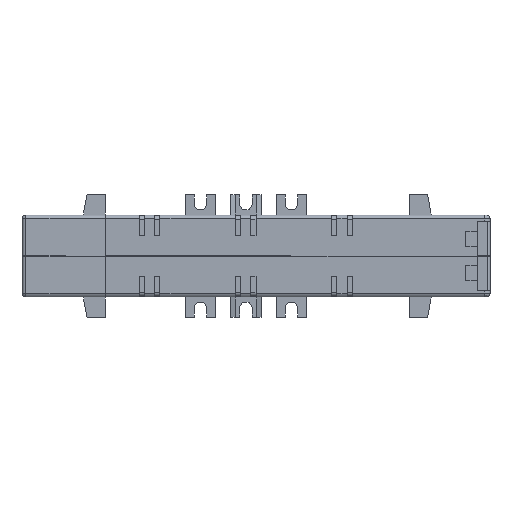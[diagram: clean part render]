
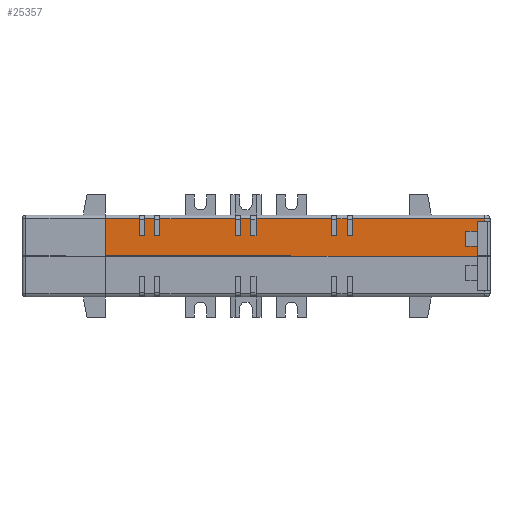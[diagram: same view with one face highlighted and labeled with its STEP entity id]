
A CAD part, left-side view. The second image highlights one B-rep face of the part: STEP entity #25357.
In plain terms, the highlighted face is planar.
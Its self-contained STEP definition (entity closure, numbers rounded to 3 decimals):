
#325=PLANE('',#26790);
#1449=FACE_OUTER_BOUND('',#2789,.T.);
#2789=EDGE_LOOP('',(#18153,#18154,#18155,#18156,#18157,#18158,#18159,#18160,
#18161,#18162,#18163,#18164,#18165,#18166,#18167,#18168,#18169,#18170,#18171,
#18172,#18173,#18174,#18175,#18176,#18177,#18178,#18179,#18180,#18181,#18182,
#18183,#18184,#18185,#18186));
#4146=LINE('',#35058,#7524);
#4263=LINE('',#35601,#7641);
#4358=LINE('',#35790,#7736);
#4405=LINE('',#35887,#7783);
#4552=LINE('',#36196,#7930);
#4614=LINE('',#36318,#7992);
#4615=LINE('',#36320,#7993);
#4616=LINE('',#36322,#7994);
#4617=LINE('',#36323,#7995);
#4618=LINE('',#36325,#7996);
#4619=LINE('',#36327,#7997);
#4620=LINE('',#36329,#7998);
#4621=LINE('',#36331,#7999);
#4622=LINE('',#36333,#8000);
#4623=LINE('',#36335,#8001);
#4624=LINE('',#36337,#8002);
#4625=LINE('',#36339,#8003);
#4626=LINE('',#36341,#8004);
#4627=LINE('',#36343,#8005);
#4628=LINE('',#36345,#8006);
#4629=LINE('',#36347,#8007);
#4630=LINE('',#36349,#8008);
#4631=LINE('',#36351,#8009);
#4632=LINE('',#36353,#8010);
#4633=LINE('',#36355,#8011);
#4634=LINE('',#36357,#8012);
#4635=LINE('',#36359,#8013);
#4636=LINE('',#36361,#8014);
#4637=LINE('',#36363,#8015);
#4638=LINE('',#36365,#8016);
#4639=LINE('',#36367,#8017);
#4640=LINE('',#36369,#8018);
#4641=LINE('',#36371,#8019);
#4642=LINE('',#36372,#8020);
#7524=VECTOR('',#28431,1000.);
#7641=VECTOR('',#28570,1000.);
#7736=VECTOR('',#28673,1000.);
#7783=VECTOR('',#28754,1000.);
#7930=VECTOR('',#28953,1000.);
#7992=VECTOR('',#29037,1000.);
#7993=VECTOR('',#29038,1000.);
#7994=VECTOR('',#29039,1000.);
#7995=VECTOR('',#29040,1000.);
#7996=VECTOR('',#29041,1000.);
#7997=VECTOR('',#29042,1000.);
#7998=VECTOR('',#29043,1000.);
#7999=VECTOR('',#29044,1000.);
#8000=VECTOR('',#29045,1000.);
#8001=VECTOR('',#29046,1000.);
#8002=VECTOR('',#29047,1000.);
#8003=VECTOR('',#29048,1000.);
#8004=VECTOR('',#29049,1000.);
#8005=VECTOR('',#29050,1000.);
#8006=VECTOR('',#29051,1000.);
#8007=VECTOR('',#29052,1000.);
#8008=VECTOR('',#29053,1000.);
#8009=VECTOR('',#29054,1000.);
#8010=VECTOR('',#29055,1000.);
#8011=VECTOR('',#29056,1000.);
#8012=VECTOR('',#29057,1000.);
#8013=VECTOR('',#29058,1000.);
#8014=VECTOR('',#29059,1000.);
#8015=VECTOR('',#29060,1000.);
#8016=VECTOR('',#29061,1000.);
#8017=VECTOR('',#29062,1000.);
#8018=VECTOR('',#29063,1000.);
#8019=VECTOR('',#29064,1000.);
#8020=VECTOR('',#29065,1000.);
#11250=VERTEX_POINT('',#35055);
#11251=VERTEX_POINT('',#35057);
#11392=VERTEX_POINT('',#35599);
#11481=VERTEX_POINT('',#35787);
#11482=VERTEX_POINT('',#35789);
#11515=VERTEX_POINT('',#35885);
#11651=VERTEX_POINT('',#36195);
#11700=VERTEX_POINT('',#36317);
#11701=VERTEX_POINT('',#36319);
#11702=VERTEX_POINT('',#36321);
#11703=VERTEX_POINT('',#36324);
#11704=VERTEX_POINT('',#36326);
#11705=VERTEX_POINT('',#36328);
#11706=VERTEX_POINT('',#36330);
#11707=VERTEX_POINT('',#36332);
#11708=VERTEX_POINT('',#36334);
#11709=VERTEX_POINT('',#36336);
#11710=VERTEX_POINT('',#36338);
#11711=VERTEX_POINT('',#36340);
#11712=VERTEX_POINT('',#36342);
#11713=VERTEX_POINT('',#36344);
#11714=VERTEX_POINT('',#36346);
#11715=VERTEX_POINT('',#36348);
#11716=VERTEX_POINT('',#36350);
#11717=VERTEX_POINT('',#36352);
#11718=VERTEX_POINT('',#36354);
#11719=VERTEX_POINT('',#36356);
#11720=VERTEX_POINT('',#36358);
#11721=VERTEX_POINT('',#36360);
#11722=VERTEX_POINT('',#36362);
#11723=VERTEX_POINT('',#36364);
#11724=VERTEX_POINT('',#36366);
#11725=VERTEX_POINT('',#36368);
#11726=VERTEX_POINT('',#36370);
#13764=EDGE_CURVE('',#11250,#11251,#4146,.T.);
#13906=EDGE_CURVE('',#11392,#11250,#4263,.T.);
#14002=EDGE_CURVE('',#11482,#11481,#4358,.T.);
#14054=EDGE_CURVE('',#11481,#11515,#4405,.T.);
#14203=EDGE_CURVE('',#11251,#11651,#4552,.T.);
#14268=EDGE_CURVE('',#11700,#11392,#4614,.T.);
#14269=EDGE_CURVE('',#11701,#11700,#4615,.T.);
#14270=EDGE_CURVE('',#11701,#11702,#4616,.T.);
#14271=EDGE_CURVE('',#11482,#11702,#4617,.T.);
#14272=EDGE_CURVE('',#11515,#11703,#4618,.T.);
#14273=EDGE_CURVE('',#11704,#11703,#4619,.T.);
#14274=EDGE_CURVE('',#11705,#11704,#4620,.T.);
#14275=EDGE_CURVE('',#11705,#11706,#4621,.T.);
#14276=EDGE_CURVE('',#11706,#11707,#4622,.T.);
#14277=EDGE_CURVE('',#11708,#11707,#4623,.T.);
#14278=EDGE_CURVE('',#11709,#11708,#4624,.T.);
#14279=EDGE_CURVE('',#11709,#11710,#4625,.T.);
#14280=EDGE_CURVE('',#11710,#11711,#4626,.T.);
#14281=EDGE_CURVE('',#11712,#11711,#4627,.T.);
#14282=EDGE_CURVE('',#11713,#11712,#4628,.T.);
#14283=EDGE_CURVE('',#11713,#11714,#4629,.T.);
#14284=EDGE_CURVE('',#11714,#11715,#4630,.T.);
#14285=EDGE_CURVE('',#11716,#11715,#4631,.T.);
#14286=EDGE_CURVE('',#11717,#11716,#4632,.T.);
#14287=EDGE_CURVE('',#11717,#11718,#4633,.T.);
#14288=EDGE_CURVE('',#11718,#11719,#4634,.T.);
#14289=EDGE_CURVE('',#11720,#11719,#4635,.T.);
#14290=EDGE_CURVE('',#11721,#11720,#4636,.T.);
#14291=EDGE_CURVE('',#11721,#11722,#4637,.T.);
#14292=EDGE_CURVE('',#11722,#11723,#4638,.T.);
#14293=EDGE_CURVE('',#11724,#11723,#4639,.T.);
#14294=EDGE_CURVE('',#11725,#11724,#4640,.T.);
#14295=EDGE_CURVE('',#11725,#11726,#4641,.T.);
#14296=EDGE_CURVE('',#11726,#11651,#4642,.T.);
#18153=ORIENTED_EDGE('',*,*,#13906,.F.);
#18154=ORIENTED_EDGE('',*,*,#14268,.F.);
#18155=ORIENTED_EDGE('',*,*,#14269,.F.);
#18156=ORIENTED_EDGE('',*,*,#14270,.T.);
#18157=ORIENTED_EDGE('',*,*,#14271,.F.);
#18158=ORIENTED_EDGE('',*,*,#14002,.T.);
#18159=ORIENTED_EDGE('',*,*,#14054,.T.);
#18160=ORIENTED_EDGE('',*,*,#14272,.T.);
#18161=ORIENTED_EDGE('',*,*,#14273,.F.);
#18162=ORIENTED_EDGE('',*,*,#14274,.F.);
#18163=ORIENTED_EDGE('',*,*,#14275,.T.);
#18164=ORIENTED_EDGE('',*,*,#14276,.T.);
#18165=ORIENTED_EDGE('',*,*,#14277,.F.);
#18166=ORIENTED_EDGE('',*,*,#14278,.F.);
#18167=ORIENTED_EDGE('',*,*,#14279,.T.);
#18168=ORIENTED_EDGE('',*,*,#14280,.T.);
#18169=ORIENTED_EDGE('',*,*,#14281,.F.);
#18170=ORIENTED_EDGE('',*,*,#14282,.F.);
#18171=ORIENTED_EDGE('',*,*,#14283,.T.);
#18172=ORIENTED_EDGE('',*,*,#14284,.T.);
#18173=ORIENTED_EDGE('',*,*,#14285,.F.);
#18174=ORIENTED_EDGE('',*,*,#14286,.F.);
#18175=ORIENTED_EDGE('',*,*,#14287,.T.);
#18176=ORIENTED_EDGE('',*,*,#14288,.T.);
#18177=ORIENTED_EDGE('',*,*,#14289,.F.);
#18178=ORIENTED_EDGE('',*,*,#14290,.F.);
#18179=ORIENTED_EDGE('',*,*,#14291,.T.);
#18180=ORIENTED_EDGE('',*,*,#14292,.T.);
#18181=ORIENTED_EDGE('',*,*,#14293,.F.);
#18182=ORIENTED_EDGE('',*,*,#14294,.F.);
#18183=ORIENTED_EDGE('',*,*,#14295,.T.);
#18184=ORIENTED_EDGE('',*,*,#14296,.T.);
#18185=ORIENTED_EDGE('',*,*,#14203,.F.);
#18186=ORIENTED_EDGE('',*,*,#13764,.F.);
#25357=ADVANCED_FACE('',(#1449),#325,.F.);
#26790=AXIS2_PLACEMENT_3D('',#36316,#29035,#29036);
#28431=DIRECTION('',(0.,1.,0.));
#28570=DIRECTION('',(0.,0.,1.));
#28673=DIRECTION('',(0.,-1.,0.));
#28754=DIRECTION('',(0.,0.,-1.));
#28953=DIRECTION('',(0.,0.,-1.));
#29035=DIRECTION('center_axis',(-1.,0.,0.));
#29036=DIRECTION('ref_axis',(0.,-1.,0.));
#29037=DIRECTION('',(0.,-1.,0.));
#29038=DIRECTION('',(0.,0.,1.));
#29039=DIRECTION('',(0.,-1.,0.));
#29040=DIRECTION('',(0.,0.,1.));
#29041=DIRECTION('',(0.,1.,0.));
#29042=DIRECTION('',(0.,0.,-1.));
#29043=DIRECTION('',(0.,-1.,0.));
#29044=DIRECTION('',(0.,0.,-1.));
#29045=DIRECTION('',(0.,1.,0.));
#29046=DIRECTION('',(0.,0.,-1.));
#29047=DIRECTION('',(0.,-1.,0.));
#29048=DIRECTION('',(0.,0.,-1.));
#29049=DIRECTION('',(0.,1.,0.));
#29050=DIRECTION('',(0.,0.,-1.));
#29051=DIRECTION('',(0.,-1.,0.));
#29052=DIRECTION('',(0.,0.,-1.));
#29053=DIRECTION('',(0.,1.,0.));
#29054=DIRECTION('',(0.,0.,-1.));
#29055=DIRECTION('',(0.,-1.,0.));
#29056=DIRECTION('',(0.,0.,-1.));
#29057=DIRECTION('',(0.,1.,0.));
#29058=DIRECTION('',(0.,0.,-1.));
#29059=DIRECTION('',(0.,-1.,0.));
#29060=DIRECTION('',(0.,0.,-1.));
#29061=DIRECTION('',(0.,1.,0.));
#29062=DIRECTION('',(0.,0.,-1.));
#29063=DIRECTION('',(0.,-1.,0.));
#29064=DIRECTION('',(0.,0.,-1.));
#29065=DIRECTION('',(0.,1.,0.));
#35055=CARTESIAN_POINT('',(72.,-71.,16.2));
#35057=CARTESIAN_POINT('',(72.,76.,16.2));
#35058=CARTESIAN_POINT('',(72.,76.,16.2));
#35599=CARTESIAN_POINT('',(72.,-71.,12.4));
#35601=CARTESIAN_POINT('',(72.,-71.,-27.914));
#35787=CARTESIAN_POINT('',(72.,-74.,2.5));
#35789=CARTESIAN_POINT('',(72.,-71.,2.5));
#35790=CARTESIAN_POINT('',(72.,-71.,2.5));
#35885=CARTESIAN_POINT('',(72.,-74.,1.5));
#35887=CARTESIAN_POINT('',(72.,-74.,16.2));
#36195=CARTESIAN_POINT('',(72.,76.,1.5));
#36196=CARTESIAN_POINT('',(72.,76.,16.2));
#36316=CARTESIAN_POINT('Origin',(72.,76.,16.2));
#36317=CARTESIAN_POINT('',(72.,-66.4,12.4));
#36318=CARTESIAN_POINT('',(72.,-47.943,12.4));
#36319=CARTESIAN_POINT('',(72.,-66.4,6.4));
#36320=CARTESIAN_POINT('',(72.,-66.4,6.4));
#36321=CARTESIAN_POINT('',(72.,-71.,6.4));
#36322=CARTESIAN_POINT('',(72.,-47.943,6.4));
#36323=CARTESIAN_POINT('',(72.,-71.,-27.914));
#36324=CARTESIAN_POINT('',(72.,-21.5,1.5));
#36325=CARTESIAN_POINT('',(72.,76.,1.5));
#36326=CARTESIAN_POINT('',(72.,-21.5,8.2));
#36327=CARTESIAN_POINT('',(72.,-21.5,0.3));
#36328=CARTESIAN_POINT('',(72.,-19.5,8.2));
#36329=CARTESIAN_POINT('',(72.,-21.5,8.2));
#36330=CARTESIAN_POINT('',(72.,-19.5,1.5));
#36331=CARTESIAN_POINT('',(72.,-19.5,0.3));
#36332=CARTESIAN_POINT('',(72.,-15.5,1.5));
#36333=CARTESIAN_POINT('',(72.,76.,1.5));
#36334=CARTESIAN_POINT('',(72.,-15.5,8.2));
#36335=CARTESIAN_POINT('',(72.,-15.5,0.3));
#36336=CARTESIAN_POINT('',(72.,-13.5,8.2));
#36337=CARTESIAN_POINT('',(72.,-15.5,8.2));
#36338=CARTESIAN_POINT('',(72.,-13.5,1.5));
#36339=CARTESIAN_POINT('',(72.,-13.5,0.3));
#36340=CARTESIAN_POINT('',(72.,16.5,1.5));
#36341=CARTESIAN_POINT('',(72.,76.,1.5));
#36342=CARTESIAN_POINT('',(72.,16.5,8.2));
#36343=CARTESIAN_POINT('',(72.,16.5,0.3));
#36344=CARTESIAN_POINT('',(72.,18.5,8.2));
#36345=CARTESIAN_POINT('',(72.,16.5,8.2));
#36346=CARTESIAN_POINT('',(72.,18.5,1.5));
#36347=CARTESIAN_POINT('',(72.,18.5,0.3));
#36348=CARTESIAN_POINT('',(72.,22.5,1.5));
#36349=CARTESIAN_POINT('',(72.,76.,1.5));
#36350=CARTESIAN_POINT('',(72.,22.5,8.2));
#36351=CARTESIAN_POINT('',(72.,22.5,0.3));
#36352=CARTESIAN_POINT('',(72.,24.5,8.2));
#36353=CARTESIAN_POINT('',(72.,22.5,8.2));
#36354=CARTESIAN_POINT('',(72.,24.5,1.5));
#36355=CARTESIAN_POINT('',(72.,24.5,0.3));
#36356=CARTESIAN_POINT('',(72.,54.5,1.5));
#36357=CARTESIAN_POINT('',(72.,76.,1.5));
#36358=CARTESIAN_POINT('',(72.,54.5,8.2));
#36359=CARTESIAN_POINT('',(72.,54.5,0.3));
#36360=CARTESIAN_POINT('',(72.,56.5,8.2));
#36361=CARTESIAN_POINT('',(72.,54.5,8.2));
#36362=CARTESIAN_POINT('',(72.,56.5,1.5));
#36363=CARTESIAN_POINT('',(72.,56.5,0.3));
#36364=CARTESIAN_POINT('',(72.,60.5,1.5));
#36365=CARTESIAN_POINT('',(72.,76.,1.5));
#36366=CARTESIAN_POINT('',(72.,60.5,8.2));
#36367=CARTESIAN_POINT('',(72.,60.5,0.3));
#36368=CARTESIAN_POINT('',(72.,62.5,8.2));
#36369=CARTESIAN_POINT('',(72.,60.5,8.2));
#36370=CARTESIAN_POINT('',(72.,62.5,1.5));
#36371=CARTESIAN_POINT('',(72.,62.5,0.3));
#36372=CARTESIAN_POINT('',(72.,76.,1.5));
